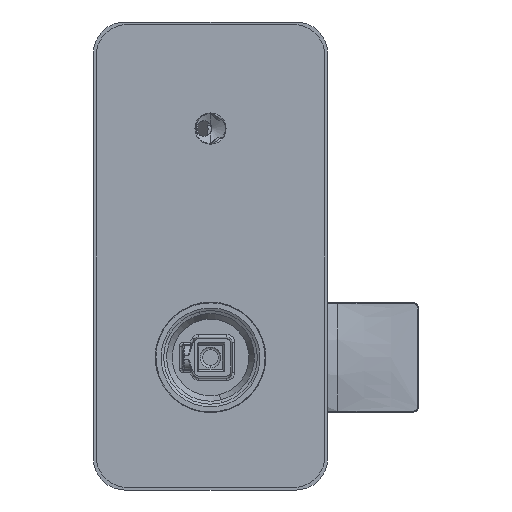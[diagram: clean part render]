
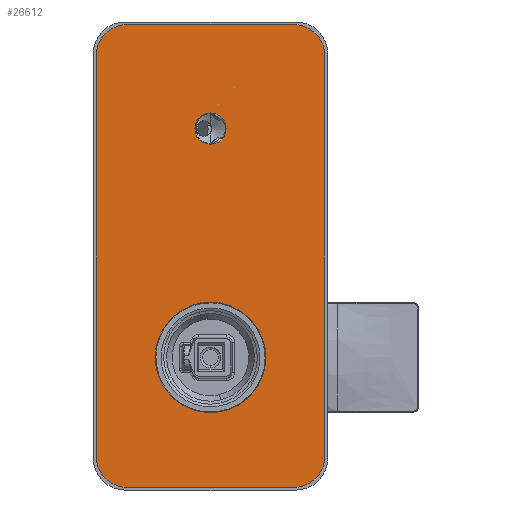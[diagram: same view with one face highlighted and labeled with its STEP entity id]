
A CAD part, left-side view. The second image highlights one B-rep face of the part: STEP entity #26612.
In plain terms, the highlighted planar face has unit normal (-1, 0, 0).
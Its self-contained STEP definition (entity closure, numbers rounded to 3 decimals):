
#168 = VERTEX_POINT ( 'NONE', #70165 ) ;
#536 = VECTOR ( 'NONE', #15649, 1000. ) ;
#1150 = EDGE_CURVE ( 'NONE', #80603, #48471, #57319, .T. ) ;
#1614 = DIRECTION ( 'NONE',  ( 0., 1., 0. ) ) ;
#2542 = VECTOR ( 'NONE', #55079, 1000. ) ;
#2683 = CARTESIAN_POINT ( 'NONE',  ( 0., 44., -50. ) ) ;
#2951 = VERTEX_POINT ( 'NONE', #83595 ) ;
#3947 = ORIENTED_EDGE ( 'NONE', *, *, #60978, .T. ) ;
#4501 = CARTESIAN_POINT ( 'NONE',  ( 0., 0., 94. ) ) ;
#4550 = ORIENTED_EDGE ( 'NONE', *, *, #10046, .F. ) ;
#4608 = AXIS2_PLACEMENT_3D ( 'NONE', #10999, #56056, #17465 ) ;
#6595 = LINE ( 'NONE', #16475, #2542 ) ;
#9957 = DIRECTION ( 'NONE',  ( -1., 0., 0. ) ) ;
#10046 = EDGE_CURVE ( 'NONE', #45868, #73000, #50465, .T. ) ;
#10192 = CARTESIAN_POINT ( 'NONE',  ( 0., -44., 116. ) ) ;
#10336 = CARTESIAN_POINT ( 'NONE',  ( 0., 32., -38. ) ) ;
#10999 = CARTESIAN_POINT ( 'NONE',  ( 0., 0., 0. ) ) ;
#11479 = CARTESIAN_POINT ( 'NONE',  ( 0., 0., 0. ) ) ;
#13493 = DIRECTION ( 'NONE',  ( 1., 0., 0. ) ) ;
#13737 = EDGE_CURVE ( 'NONE', #57441, #18880, #6595, .T. ) ;
#13976 = FACE_OUTER_BOUND ( 'NONE', #19699, .T. ) ;
#14107 = CARTESIAN_POINT ( 'NONE',  ( 0., 44., 128. ) ) ;
#14591 = CARTESIAN_POINT ( 'NONE',  ( 0., 32., -50. ) ) ;
#15649 = DIRECTION ( 'NONE',  ( 0., 0., -1. ) ) ;
#15775 = CARTESIAN_POINT ( 'NONE',  ( 0., 32., 116. ) ) ;
#16475 = CARTESIAN_POINT ( 'NONE',  ( 0., -44., 128. ) ) ;
#16820 = DIRECTION ( 'NONE',  ( 0., 0., 1. ) ) ;
#16908 = ORIENTED_EDGE ( 'NONE', *, *, #1150, .T. ) ;
#17465 = DIRECTION ( 'NONE',  ( 0., 0., -1. ) ) ;
#17590 = LINE ( 'NONE', #46626, #536 ) ;
#17959 = DIRECTION ( 'NONE',  ( 0., 0., -1. ) ) ;
#18525 = ORIENTED_EDGE ( 'NONE', *, *, #56393, .F. ) ;
#18835 = CIRCLE ( 'NONE', #70209, 12. ) ;
#18880 = VERTEX_POINT ( 'NONE', #31359 ) ;
#19699 = EDGE_LOOP ( 'NONE', ( #34510, #46791, #4550, #3947, #18525, #82474, #38088, #60406 ) ) ;
#22243 = DIRECTION ( 'NONE',  ( 0., 0., 1. ) ) ;
#24404 = VERTEX_POINT ( 'NONE', #81589 ) ;
#26612 = ADVANCED_FACE ( 'NONE', ( #82498, #13976, #48187 ), #67165, .T. ) ;
#27642 = CARTESIAN_POINT ( 'NONE',  ( 0., 44., -38. ) ) ;
#28246 = DIRECTION ( 'NONE',  ( 1., 0., 0. ) ) ;
#28557 = DIRECTION ( 'NONE',  ( -1., 0., 0. ) ) ;
#31359 = CARTESIAN_POINT ( 'NONE',  ( 0., -32., 128. ) ) ;
#32319 = EDGE_CURVE ( 'NONE', #66237, #18880, #47559, .T. ) ;
#32788 = DIRECTION ( 'NONE',  ( -1., 0., 0. ) ) ;
#33945 = ORIENTED_EDGE ( 'NONE', *, *, #63977, .T. ) ;
#34510 = ORIENTED_EDGE ( 'NONE', *, *, #70084, .F. ) ;
#37614 = AXIS2_PLACEMENT_3D ( 'NONE', #10336, #55398, #16820 ) ;
#37665 = EDGE_LOOP ( 'NONE', ( #33945, #39748 ) ) ;
#37673 = CIRCLE ( 'NONE', #73853, 6. ) ;
#37849 = EDGE_LOOP ( 'NONE', ( #42846, #16908 ) ) ;
#38088 = ORIENTED_EDGE ( 'NONE', *, *, #13737, .F. ) ;
#39717 = CIRCLE ( 'NONE', #37614, 12. ) ;
#39748 = ORIENTED_EDGE ( 'NONE', *, *, #46192, .T. ) ;
#40162 = CARTESIAN_POINT ( 'NONE',  ( 0., -44., -50. ) ) ;
#40483 = CARTESIAN_POINT ( 'NONE',  ( 0., -32., -50. ) ) ;
#41595 = EDGE_CURVE ( 'NONE', #61377, #73000, #39717, .T. ) ;
#42846 = ORIENTED_EDGE ( 'NONE', *, *, #68963, .T. ) ;
#44608 = LINE ( 'NONE', #14107, #59723 ) ;
#44617 = AXIS2_PLACEMENT_3D ( 'NONE', #71411, #32788, #77801 ) ;
#45868 = VERTEX_POINT ( 'NONE', #40483 ) ;
#45961 = AXIS2_PLACEMENT_3D ( 'NONE', #11479, #56524, #17959 ) ;
#46192 = EDGE_CURVE ( 'NONE', #2951, #49047, #48322, .T. ) ;
#46626 = CARTESIAN_POINT ( 'NONE',  ( 0., -44., 128. ) ) ;
#46791 = ORIENTED_EDGE ( 'NONE', *, *, #41595, .T. ) ;
#47559 = CIRCLE ( 'NONE', #44617, 12. ) ;
#48187 = FACE_BOUND ( 'NONE', #37849, .T. ) ;
#48322 = CIRCLE ( 'NONE', #45961, 21.25 ) ;
#48471 = VERTEX_POINT ( 'NONE', #4501 ) ;
#48515 = CARTESIAN_POINT ( 'NONE',  ( 0., -32., -38. ) ) ;
#49047 = VERTEX_POINT ( 'NONE', #72213 ) ;
#49508 = CARTESIAN_POINT ( 'NONE',  ( 0., 32., 128. ) ) ;
#50465 = LINE ( 'NONE', #40162, #67619 ) ;
#52081 = CARTESIAN_POINT ( 'NONE',  ( 0., 0., 88. ) ) ;
#54229 = EDGE_CURVE ( 'NONE', #57441, #24404, #18835, .T. ) ;
#55040 = DIRECTION ( 'NONE',  ( 0., 0., 1. ) ) ;
#55079 = DIRECTION ( 'NONE',  ( 0., -1., 0. ) ) ;
#55398 = DIRECTION ( 'NONE',  ( -1., 0., 0. ) ) ;
#56056 = DIRECTION ( 'NONE',  ( 1., 0., 0. ) ) ;
#56393 = EDGE_CURVE ( 'NONE', #66237, #168, #17590, .T. ) ;
#56524 = DIRECTION ( 'NONE',  ( 1., 0., 0. ) ) ;
#57319 = CIRCLE ( 'NONE', #60102, 6. ) ;
#57441 = VERTEX_POINT ( 'NONE', #49508 ) ;
#58546 = DIRECTION ( 'NONE',  ( 0., 0., -1. ) ) ;
#59723 = VECTOR ( 'NONE', #78569, 1000. ) ;
#60102 = AXIS2_PLACEMENT_3D ( 'NONE', #66861, #28246, #73308 ) ;
#60406 = ORIENTED_EDGE ( 'NONE', *, *, #54229, .T. ) ;
#60842 = DIRECTION ( 'NONE',  ( -1., 0., 0. ) ) ;
#60978 = EDGE_CURVE ( 'NONE', #45868, #168, #66496, .T. ) ;
#61377 = VERTEX_POINT ( 'NONE', #27642 ) ;
#62515 = CARTESIAN_POINT ( 'NONE',  ( 0., 0., 82. ) ) ;
#63801 = AXIS2_PLACEMENT_3D ( 'NONE', #2683, #28557, #73591 ) ;
#63977 = EDGE_CURVE ( 'NONE', #49047, #2951, #71420, .T. ) ;
#66237 = VERTEX_POINT ( 'NONE', #10192 ) ;
#66496 = CIRCLE ( 'NONE', #83145, 12. ) ;
#66861 = CARTESIAN_POINT ( 'NONE',  ( 0., 0., 88. ) ) ;
#67165 = PLANE ( 'NONE',  #63801 ) ;
#67619 = VECTOR ( 'NONE', #1614, 1000. ) ;
#68963 = EDGE_CURVE ( 'NONE', #48471, #80603, #37673, .T. ) ;
#70084 = EDGE_CURVE ( 'NONE', #61377, #24404, #44608, .T. ) ;
#70165 = CARTESIAN_POINT ( 'NONE',  ( 0., -44., -38. ) ) ;
#70209 = AXIS2_PLACEMENT_3D ( 'NONE', #15775, #60842, #22243 ) ;
#71411 = CARTESIAN_POINT ( 'NONE',  ( 0., -32., 116. ) ) ;
#71420 = CIRCLE ( 'NONE', #4608, 21.25 ) ;
#72213 = CARTESIAN_POINT ( 'NONE',  ( 0., 0., 21.25 ) ) ;
#73000 = VERTEX_POINT ( 'NONE', #14591 ) ;
#73308 = DIRECTION ( 'NONE',  ( 0., 0., -1. ) ) ;
#73591 = DIRECTION ( 'NONE',  ( 0., 0., 1. ) ) ;
#73853 = AXIS2_PLACEMENT_3D ( 'NONE', #52081, #13493, #58546 ) ;
#77801 = DIRECTION ( 'NONE',  ( 0., 0., 1. ) ) ;
#78569 = DIRECTION ( 'NONE',  ( 0., 0., 1. ) ) ;
#80603 = VERTEX_POINT ( 'NONE', #62515 ) ;
#81589 = CARTESIAN_POINT ( 'NONE',  ( 0., 44., 116. ) ) ;
#82474 = ORIENTED_EDGE ( 'NONE', *, *, #32319, .T. ) ;
#82498 = FACE_BOUND ( 'NONE', #37665, .T. ) ;
#83145 = AXIS2_PLACEMENT_3D ( 'NONE', #48515, #9957, #55040 ) ;
#83595 = CARTESIAN_POINT ( 'NONE',  ( 0., 0., -21.25 ) ) ;
